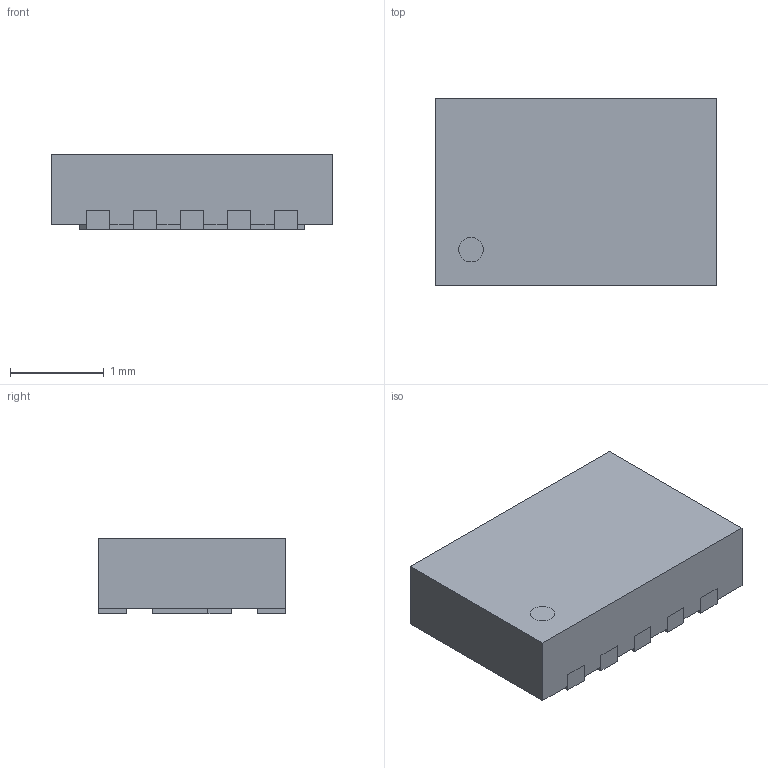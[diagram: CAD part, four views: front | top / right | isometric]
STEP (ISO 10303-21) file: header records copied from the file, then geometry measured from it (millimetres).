
FILE_DESCRIPTION(('FreeCAD Model'),'2;1');
FILE_NAME('SON50P300X200X80-11.step', '2021-04-01T16:55:30',('kicad StepUp'),('ksu MCAD'), 'Open CASCADE STEP processor 7.2','FreeCAD','Unknown');
FILE_SCHEMA(('AUTOMOTIVE_DESIGN { 1 0 10303 214 1 1 1 1 }'));
Length unit declared in the file: millimetre
Products named in the file (1): SON50P300X200X80-11
Bounding box: 3 x 2 x 0.8 mm (x, y, z)
Volume: 4.6 mm3; surface area: 30.6 mm2
Topology: 13 solids, 13 shells, 126 faces, 294 edges, 196 vertices
Faces by surface type: plane 122, cylinder 4
Entity records: 4397 total; most frequent: CARTESIAN_POINT 617, ORIENTED_EDGE 588, DIRECTION 556, EDGE_CURVE 294, LINE 286, VECTOR 286, VERTEX_POINT 196, AXIS2_PLACEMENT_3D 135
